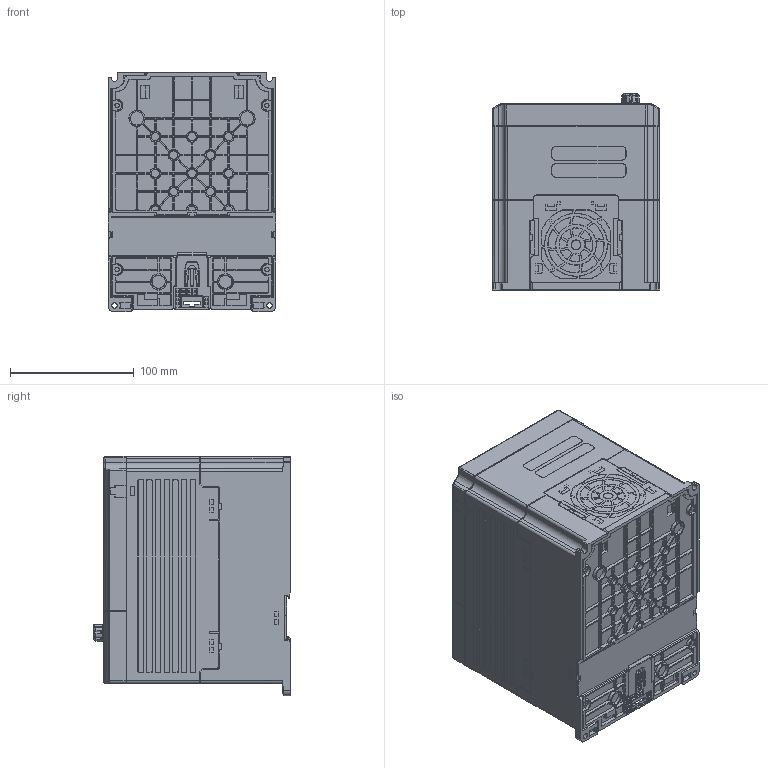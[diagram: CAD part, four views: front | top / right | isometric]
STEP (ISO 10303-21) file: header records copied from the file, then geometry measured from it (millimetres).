
FILE_DESCRIPTION (( 'STEP AP214' ), '1' );
FILE_NAME ('ACG-35P0.STEP', '2024-03-25T12:26:15', ( '' ), ( '' ), 'SwSTEP 2.0', 'SolidWorks 2021', '' );
FILE_SCHEMA (( 'AUTOMOTIVE_DESIGN' ));
Length unit declared in the file: inch
Products named in the file (1): ACG-35P0
Bounding box: 135 x 158.8 x 193.13 mm (x, y, z)
Volume: 1197737.1 mm3; surface area: 313286.6 mm2
Topology: 4 solids, 35 shells, 4834 faces, 12375 edges, 7819 vertices
Faces by surface type: plane 2009, cylinder 1108, cone 825, torus 453, bspline 316, sphere 123
Entity records: 177166 total; most frequent: CARTESIAN_POINT 69271, ORIENTED_EDGE 24666, DIRECTION 18970, EDGE_CURVE 12333, VERTEX_POINT 7818, AXIS2_PLACEMENT_3D 6547, LINE 5876, VECTOR 5876
